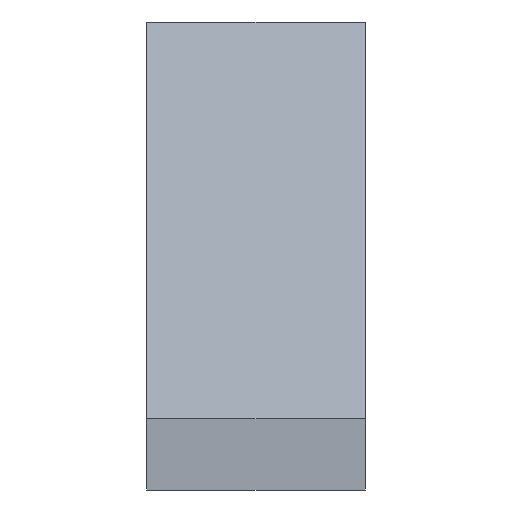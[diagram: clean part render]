
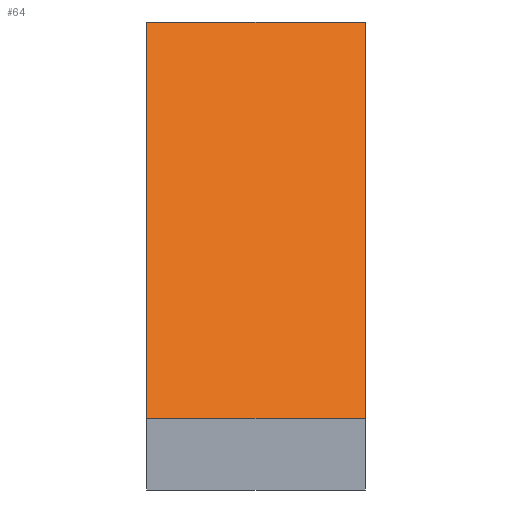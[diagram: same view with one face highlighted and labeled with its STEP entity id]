
A CAD part, front view. The second image highlights one B-rep face of the part: STEP entity #64.
In plain terms, the highlighted planar face has unit normal (0, -0.707, 0.707).
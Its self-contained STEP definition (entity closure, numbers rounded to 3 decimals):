
#64=ADVANCED_FACE('',(#124),#125,.F.);
#124=FACE_OUTER_BOUND('',#177,.T.);
#125=PLANE('',#178);
#177=EDGE_LOOP('',(#298,#299,#300,#301));
#178=AXIS2_PLACEMENT_3D('',#302,#303,#304);
#298=ORIENTED_EDGE('',*,*,#327,.F.);
#299=ORIENTED_EDGE('',*,*,#370,.T.);
#300=ORIENTED_EDGE('',*,*,#360,.T.);
#301=ORIENTED_EDGE('',*,*,#368,.F.);
#302=CARTESIAN_POINT('',(-14.0,-60.0,9.117));
#303=DIRECTION('',(0.,0.707,-0.707));
#304=DIRECTION('',(-1.0,0.0,0.));
#327=EDGE_CURVE('',#383,#385,#386,.T.);
#360=EDGE_CURVE('',#435,#433,#436,.T.);
#368=EDGE_CURVE('',#385,#433,#445,.T.);
#370=EDGE_CURVE('',#383,#435,#447,.T.);
#383=VERTEX_POINT('',#463);
#385=VERTEX_POINT('',#466);
#386=LINE('',#467,#468);
#433=VERTEX_POINT('',#538);
#435=VERTEX_POINT('',#541);
#436=LINE('',#542,#543);
#445=LINE('',#556,#557);
#447=LINE('',#559,#560);
#463=CARTESIAN_POINT('',(-14.0,-60.0,9.117));
#466=CARTESIAN_POINT('',(-14.0,-9.117,60.0));
#467=CARTESIAN_POINT('',(-14.0,-60.0,9.117));
#468=VECTOR('',#570,71.96);
#538=CARTESIAN_POINT('',(14.0,-9.117,60.0));
#541=CARTESIAN_POINT('',(14.0,-60.0,9.117));
#542=CARTESIAN_POINT('',(14.0,-60.0,9.117));
#543=VECTOR('',#595,71.96);
#556=CARTESIAN_POINT('',(-14.0,-9.117,60.0));
#557=VECTOR('',#600,28.0);
#559=CARTESIAN_POINT('',(-14.0,-60.0,9.117));
#560=VECTOR('',#601,28.0);
#570=DIRECTION('',(0.,0.707,0.707));
#595=DIRECTION('',(0.,0.707,0.707));
#600=DIRECTION('',(1.0,0.,0.0));
#601=DIRECTION('',(1.0,0.,0.0));
